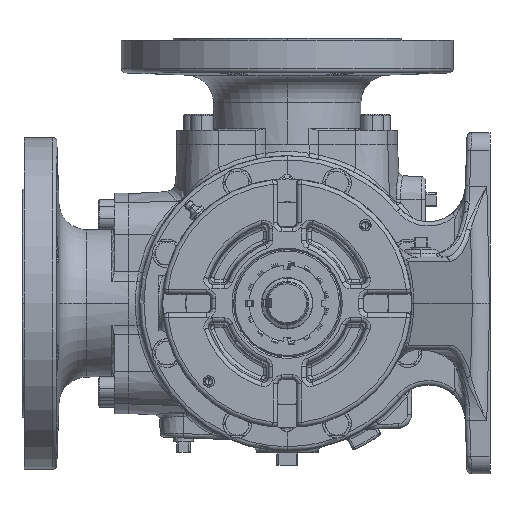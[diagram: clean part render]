
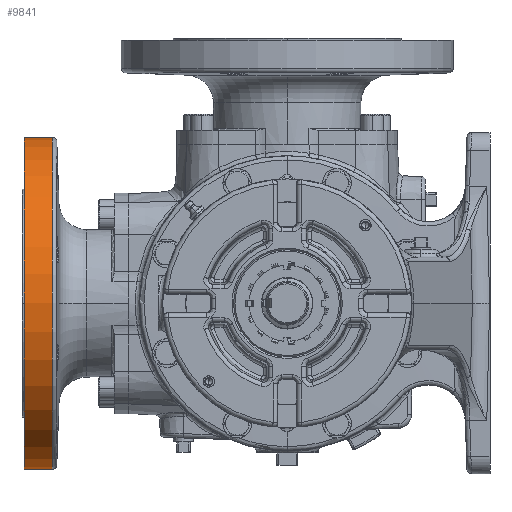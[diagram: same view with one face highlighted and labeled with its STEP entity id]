
A CAD part, left-side view. The second image highlights one B-rep face of the part: STEP entity #9841.
In plain terms, the highlighted cylindrical face has radius 114.3 mm (diameter 228.6 mm), a partial arc.
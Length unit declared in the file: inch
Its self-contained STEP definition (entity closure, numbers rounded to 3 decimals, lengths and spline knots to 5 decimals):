
#9841 = ADVANCED_FACE ( 'NONE', ( #294126 ), #165803, .T. ) ;
#16668 = CARTESIAN_POINT ( 'NONE',  ( 2.78, 6.36588, 0. ) ) ;
#27040 = ORIENTED_EDGE ( 'NONE', *, *, #282904, .T. ) ;
#34739 = CARTESIAN_POINT ( 'NONE',  ( 2.78, 7.58714, -4.5 ) ) ;
#41450 = CARTESIAN_POINT ( 'NONE',  ( 2.78, 7.58714, 4.5 ) ) ;
#55222 = VERTEX_POINT ( 'NONE', #82366 ) ;
#58357 = DIRECTION ( 'NONE',  ( 0., 1., 0. ) ) ;
#69417 = AXIS2_PLACEMENT_3D ( 'NONE', #16668, #69787, #335088 ) ;
#69787 = DIRECTION ( 'NONE',  ( 0., 1., 0. ) ) ;
#70918 = ORIENTED_EDGE ( 'NONE', *, *, #221301, .F. ) ;
#79224 = VECTOR ( 'NONE', #298515, 39.37008 ) ;
#82366 = CARTESIAN_POINT ( 'NONE',  ( 2.78, 6.36588, -4.5 ) ) ;
#86934 = CARTESIAN_POINT ( 'NONE',  ( 2.78, 7.58714, 0. ) ) ;
#94427 = CIRCLE ( 'NONE', #105212, 4.5 ) ;
#105212 = AXIS2_PLACEMENT_3D ( 'NONE', #234895, #58357, #157890 ) ;
#108551 = LINE ( 'NONE', #34739, #79224 ) ;
#120544 = VERTEX_POINT ( 'NONE', #238059 ) ;
#123970 = CARTESIAN_POINT ( 'NONE',  ( 2.78, 7.13, -4.5 ) ) ;
#141368 = VERTEX_POINT ( 'NONE', #123970 ) ;
#145695 = EDGE_CURVE ( 'NONE', #55222, #120544, #157051, .T. ) ;
#146098 = DIRECTION ( 'NONE',  ( 0., 1., 0. ) ) ;
#157051 = CIRCLE ( 'NONE', #69417, 4.5 ) ;
#157890 = DIRECTION ( 'NONE',  ( 1., 0., 0. ) ) ;
#160661 = DIRECTION ( 'NONE',  ( 0., 1., 0. ) ) ;
#161433 = CARTESIAN_POINT ( 'NONE',  ( 2.78, 7.13, 4.5 ) ) ;
#165803 = CYLINDRICAL_SURFACE ( 'NONE', #224233, 4.5 ) ;
#215687 = ORIENTED_EDGE ( 'NONE', *, *, #290319, .F. ) ;
#221301 = EDGE_CURVE ( 'NONE', #141368, #244344, #94427, .T. ) ;
#224233 = AXIS2_PLACEMENT_3D ( 'NONE', #86934, #160661, #270133 ) ;
#224879 = LINE ( 'NONE', #41450, #291224 ) ;
#234895 = CARTESIAN_POINT ( 'NONE',  ( 2.78, 7.13, 0. ) ) ;
#238059 = CARTESIAN_POINT ( 'NONE',  ( 2.78, 6.36588, 4.5 ) ) ;
#239347 = ORIENTED_EDGE ( 'NONE', *, *, #145695, .T. ) ;
#244344 = VERTEX_POINT ( 'NONE', #161433 ) ;
#270133 = DIRECTION ( 'NONE',  ( 0., 0., -1. ) ) ;
#282904 = EDGE_CURVE ( 'NONE', #120544, #244344, #224879, .T. ) ;
#290319 = EDGE_CURVE ( 'NONE', #55222, #141368, #108551, .T. ) ;
#291224 = VECTOR ( 'NONE', #146098, 39.37008 ) ;
#294126 = FACE_OUTER_BOUND ( 'NONE', #316059, .T. ) ;
#298515 = DIRECTION ( 'NONE',  ( 0., 1., 0. ) ) ;
#316059 = EDGE_LOOP ( 'NONE', ( #239347, #27040, #70918, #215687 ) ) ;
#335088 = DIRECTION ( 'NONE',  ( 0., 0., 1. ) ) ;
